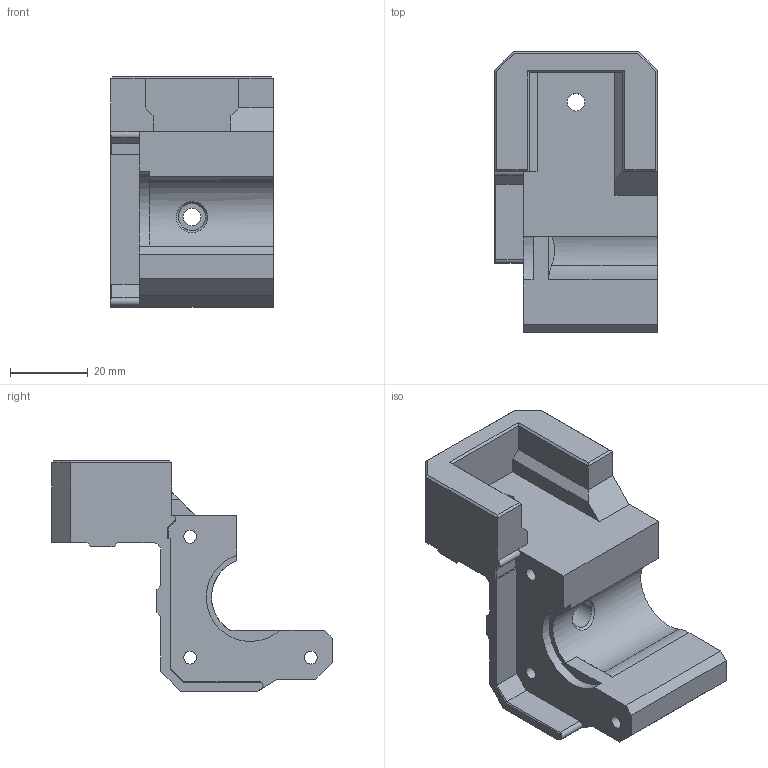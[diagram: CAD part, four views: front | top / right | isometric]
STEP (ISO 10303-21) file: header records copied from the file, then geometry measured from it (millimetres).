
FILE_DESCRIPTION(/* description */ (''),/* implementation_level */ '2;1');
FILE_NAME(/* name */ 'y-motor-mount.step',/* time_stamp */ '2023-01-11T13:36:33+07:00',/* author */ (''),/* organization */ (''),/* preprocessor_version */ 'ST-DEVELOPER v19.2',/* originating_system */ 'Autodesk Translation Framework v11.17.0.187',/* authorisation */ '');
FILE_SCHEMA (('AUTOMOTIVE_DESIGN { 1 0 10303 214 3 1 1 }'));
Length unit declared in the file: millimetre
Products named in the file (1): Y-Motor Mount
Bounding box: 41.8 x 72 x 59.12 mm (x, y, z)
Volume: 54464.2 mm3; surface area: 17439.2 mm2
Topology: 1 solids, 4 shells, 132 faces, 338 edges, 215 vertices
Faces by surface type: plane 112, cylinder 19, bspline 1
Full cylindrical faces by diameter (mm): 3.3 x3, 4.5 x3, 5.9 x3, 7 x1
Entity records: 4128 total; most frequent: CARTESIAN_POINT 833, ORIENTED_EDGE 676, DIRECTION 660, EDGE_CURVE 338, LINE 276, VECTOR 276, VERTEX_POINT 215, AXIS2_PLACEMENT_3D 192
